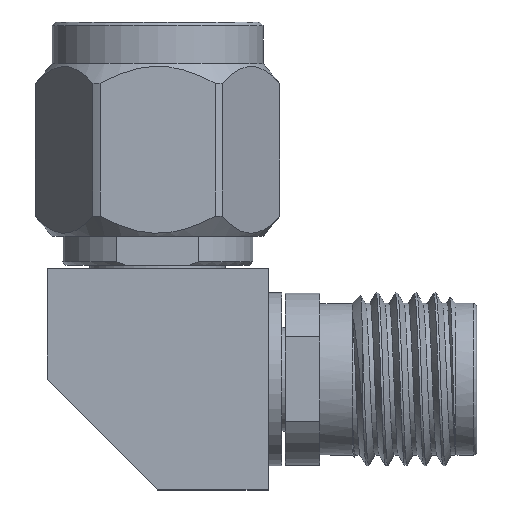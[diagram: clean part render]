
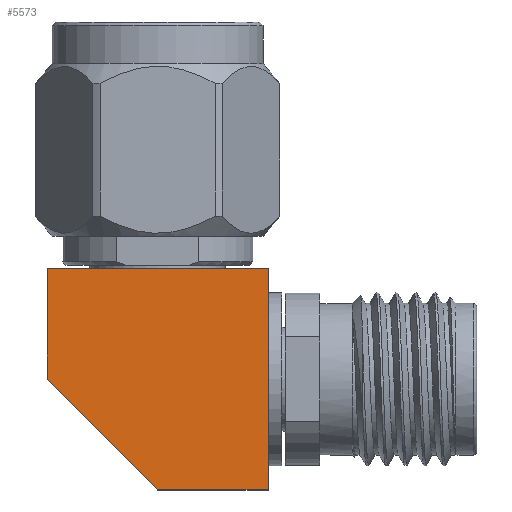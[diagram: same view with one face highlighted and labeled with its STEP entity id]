
A CAD part, top view. The second image highlights one B-rep face of the part: STEP entity #5573.
In plain terms, the highlighted planar face has unit normal (0, 0, 1).
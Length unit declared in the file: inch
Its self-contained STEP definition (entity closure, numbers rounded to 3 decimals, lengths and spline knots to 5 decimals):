
#54 = CARTESIAN_POINT ( 'NONE',  ( 0., -0.16, 0.16 ) ) ;
#467 = ORIENTED_EDGE ( 'NONE', *, *, #10809, .T. ) ;
#665 = EDGE_CURVE ( 'NONE', #3526, #6334, #6155, .T. ) ;
#818 = AXIS2_PLACEMENT_3D ( 'NONE', #7721, #5910, #11212 ) ;
#1419 = LINE ( 'NONE', #8298, #8750 ) ;
#1586 = ORIENTED_EDGE ( 'NONE', *, *, #665, .T. ) ;
#1670 = VERTEX_POINT ( 'NONE', #6612 ) ;
#1963 = EDGE_LOOP ( 'NONE', ( #467, #9915, #9079, #1586, #5814 ) ) ;
#2308 = VECTOR ( 'NONE', #5480, 39.37008 ) ;
#2464 = PLANE ( 'NONE',  #818 ) ;
#2570 = LINE ( 'NONE', #8695, #5994 ) ;
#2655 = CARTESIAN_POINT ( 'NONE',  ( -0.16, -0.16, 0.16 ) ) ;
#2721 = EDGE_CURVE ( 'NONE', #8833, #3526, #1419, .T. ) ;
#3526 = VERTEX_POINT ( 'NONE', #4899 ) ;
#3541 = DIRECTION ( 'NONE',  ( 0.707, -0.707, 0. ) ) ;
#3812 = VECTOR ( 'NONE', #3541, 39.37008 ) ;
#4168 = EDGE_CURVE ( 'NONE', #1670, #8833, #6351, .T. ) ;
#4307 = FACE_OUTER_BOUND ( 'NONE', #1963, .T. ) ;
#4899 = CARTESIAN_POINT ( 'NONE',  ( 0.16, -0.16, 0.16 ) ) ;
#5480 = DIRECTION ( 'NONE',  ( 0., 1., 0. ) ) ;
#5573 = ADVANCED_FACE ( 'NONE', ( #4307 ), #2464, .F. ) ;
#5814 = ORIENTED_EDGE ( 'NONE', *, *, #7233, .T. ) ;
#5910 = DIRECTION ( 'NONE',  ( 0., 0., -1. ) ) ;
#5994 = VECTOR ( 'NONE', #10524, 39.37008 ) ;
#6155 = LINE ( 'NONE', #8960, #2308 ) ;
#6334 = VERTEX_POINT ( 'NONE', #8650 ) ;
#6351 = LINE ( 'NONE', #10643, #3812 ) ;
#6612 = CARTESIAN_POINT ( 'NONE',  ( -0.16, 0., 0.16 ) ) ;
#6696 = DIRECTION ( 'NONE',  ( 1., 0., 0. ) ) ;
#6851 = VERTEX_POINT ( 'NONE', #8493 ) ;
#7233 = EDGE_CURVE ( 'NONE', #6334, #6851, #2570, .T. ) ;
#7721 = CARTESIAN_POINT ( 'NONE',  ( 0., 0., 0.16 ) ) ;
#7808 = DIRECTION ( 'NONE',  ( 0., -1., 0. ) ) ;
#8298 = CARTESIAN_POINT ( 'NONE',  ( -0.16, -0.16, 0.16 ) ) ;
#8493 = CARTESIAN_POINT ( 'NONE',  ( -0.16, 0.16, 0.16 ) ) ;
#8650 = CARTESIAN_POINT ( 'NONE',  ( 0.16, 0.16, 0.16 ) ) ;
#8670 = LINE ( 'NONE', #2655, #9658 ) ;
#8695 = CARTESIAN_POINT ( 'NONE',  ( -0.16, 0.16, 0.16 ) ) ;
#8750 = VECTOR ( 'NONE', #6696, 39.37008 ) ;
#8833 = VERTEX_POINT ( 'NONE', #54 ) ;
#8960 = CARTESIAN_POINT ( 'NONE',  ( 0.16, -0.16, 0.16 ) ) ;
#9079 = ORIENTED_EDGE ( 'NONE', *, *, #2721, .T. ) ;
#9658 = VECTOR ( 'NONE', #7808, 39.37008 ) ;
#9915 = ORIENTED_EDGE ( 'NONE', *, *, #4168, .T. ) ;
#10524 = DIRECTION ( 'NONE',  ( -1., 0., 0. ) ) ;
#10643 = CARTESIAN_POINT ( 'NONE',  ( 0., -0.16, 0.16 ) ) ;
#10809 = EDGE_CURVE ( 'NONE', #6851, #1670, #8670, .T. ) ;
#11212 = DIRECTION ( 'NONE',  ( -1., 0., 0. ) ) ;
